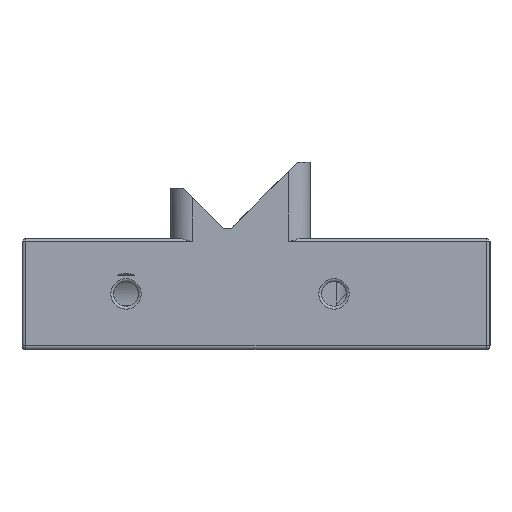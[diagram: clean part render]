
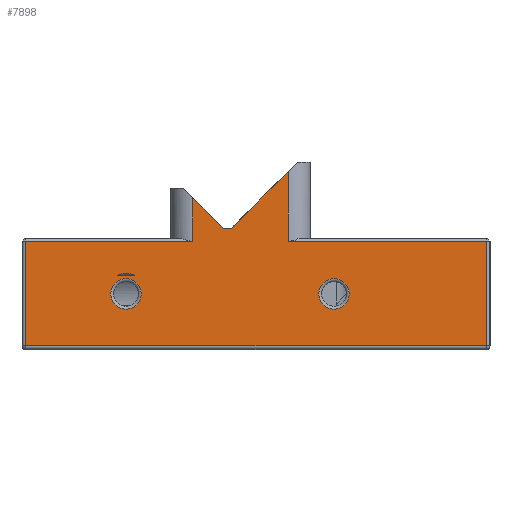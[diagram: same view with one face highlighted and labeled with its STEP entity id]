
A CAD part, left-side view. The second image highlights one B-rep face of the part: STEP entity #7898.
In plain terms, the highlighted planar face has unit normal (-1, 0, 0).
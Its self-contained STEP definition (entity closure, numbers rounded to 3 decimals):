
#91=FACE_BOUND('',#1342,.T.);
#92=FACE_BOUND('',#1343,.T.);
#93=FACE_BOUND('',#1344,.T.);
#587=CIRCLE('',#8595,2.05);
#589=CIRCLE('',#8598,2.05);
#590=CIRCLE('',#8599,2.75);
#847=FACE_OUTER_BOUND('',#1341,.T.);
#1341=EDGE_LOOP('',(#6029,#6030,#6031,#6032,#6033,#6034,#6035,#6036,#6037,
#6038));
#1342=EDGE_LOOP('',(#6039));
#1343=EDGE_LOOP('',(#6040,#6041));
#1344=EDGE_LOOP('',(#6042));
#2010=LINE('',#12745,#2771);
#2013=LINE('',#12763,#2774);
#2026=LINE('',#12853,#2787);
#2040=LINE('',#12924,#2801);
#2043=LINE('',#12933,#2804);
#2057=LINE('',#12979,#2818);
#2058=LINE('',#12982,#2819);
#2063=LINE('',#13005,#2824);
#2064=LINE('',#13007,#2825);
#2065=LINE('',#13008,#2826);
#2066=LINE('',#13013,#2827);
#2771=VECTOR('',#9892,10.);
#2774=VECTOR('',#9905,10.);
#2787=VECTOR('',#9936,10.);
#2801=VECTOR('',#10010,10.);
#2804=VECTOR('',#10023,10.);
#2818=VECTOR('',#10065,10.);
#2819=VECTOR('',#10068,10.);
#2824=VECTOR('',#10097,10.);
#2825=VECTOR('',#10098,10.);
#2826=VECTOR('',#10099,10.);
#2827=VECTOR('',#10102,10.);
#3682=VERTEX_POINT('',#12742);
#3683=VERTEX_POINT('',#12744);
#3686=VERTEX_POINT('',#12760);
#3687=VERTEX_POINT('',#12762);
#3703=VERTEX_POINT('',#12851);
#3720=VERTEX_POINT('',#12922);
#3733=VERTEX_POINT('',#12977);
#3734=VERTEX_POINT('',#12981);
#3739=VERTEX_POINT('',#12999);
#3740=VERTEX_POINT('',#13004);
#3741=VERTEX_POINT('',#13006);
#3742=VERTEX_POINT('',#13009);
#3743=VERTEX_POINT('',#13011);
#3744=VERTEX_POINT('',#13012);
#4490=EDGE_CURVE('',#3682,#3683,#2010,.T.);
#4497=EDGE_CURVE('',#3686,#3687,#2013,.T.);
#4519=EDGE_CURVE('',#3682,#3703,#2026,.T.);
#4552=EDGE_CURVE('',#3703,#3720,#2040,.T.);
#4557=EDGE_CURVE('',#3720,#3687,#2043,.T.);
#4578=EDGE_CURVE('',#3686,#3733,#2057,.T.);
#4579=EDGE_CURVE('',#3734,#3683,#2058,.T.);
#4588=EDGE_CURVE('',#3739,#3739,#587,.T.);
#4590=EDGE_CURVE('',#3733,#3740,#2063,.T.);
#4591=EDGE_CURVE('',#3740,#3741,#2064,.T.);
#4592=EDGE_CURVE('',#3741,#3734,#2065,.T.);
#4593=EDGE_CURVE('',#3742,#3742,#589,.T.);
#4594=EDGE_CURVE('',#3743,#3744,#2066,.T.);
#4595=EDGE_CURVE('',#3743,#3744,#590,.T.);
#6029=ORIENTED_EDGE('',*,*,#4578,.T.);
#6030=ORIENTED_EDGE('',*,*,#4590,.T.);
#6031=ORIENTED_EDGE('',*,*,#4591,.T.);
#6032=ORIENTED_EDGE('',*,*,#4592,.T.);
#6033=ORIENTED_EDGE('',*,*,#4579,.T.);
#6034=ORIENTED_EDGE('',*,*,#4490,.F.);
#6035=ORIENTED_EDGE('',*,*,#4519,.T.);
#6036=ORIENTED_EDGE('',*,*,#4552,.T.);
#6037=ORIENTED_EDGE('',*,*,#4557,.T.);
#6038=ORIENTED_EDGE('',*,*,#4497,.F.);
#6039=ORIENTED_EDGE('',*,*,#4593,.F.);
#6040=ORIENTED_EDGE('',*,*,#4594,.F.);
#6041=ORIENTED_EDGE('',*,*,#4595,.T.);
#6042=ORIENTED_EDGE('',*,*,#4588,.F.);
#7653=PLANE('',#8597);
#7898=ADVANCED_FACE('',(#847,#91,#92,#93),#7653,.F.);
#8595=AXIS2_PLACEMENT_3D('',#13001,#10091,#10092);
#8597=AXIS2_PLACEMENT_3D('',#13003,#10095,#10096);
#8598=AXIS2_PLACEMENT_3D('',#13010,#10100,#10101);
#8599=AXIS2_PLACEMENT_3D('',#13014,#10103,#10104);
#9892=DIRECTION('',(0.,0.,-1.));
#9905=DIRECTION('',(0.,0.,1.));
#9936=DIRECTION('',(0.,0.707,-0.707));
#10010=DIRECTION('',(0.,1.,0.));
#10023=DIRECTION('',(0.,0.707,0.707));
#10065=DIRECTION('',(0.,1.,0.));
#10068=DIRECTION('',(0.,1.,0.));
#10091=DIRECTION('center_axis',(-1.,0.,0.));
#10092=DIRECTION('ref_axis',(0.,0.,-1.));
#10095=DIRECTION('center_axis',(1.,0.,0.));
#10096=DIRECTION('ref_axis',(0.,-1.,0.));
#10097=DIRECTION('',(0.,0.,-1.));
#10098=DIRECTION('',(0.,-1.,0.));
#10099=DIRECTION('',(0.,0.,1.));
#10100=DIRECTION('center_axis',(-1.,0.,0.));
#10101=DIRECTION('ref_axis',(0.,0.,-1.));
#10102=DIRECTION('',(0.,-1.,0.));
#10103=DIRECTION('center_axis',(1.,0.,0.));
#10104=DIRECTION('ref_axis',(0.,0.,1.));
#12742=CARTESIAN_POINT('',(75.,32.171,8.945));
#12744=CARTESIAN_POINT('',(75.,32.171,-0.4));
#12745=CARTESIAN_POINT('',(75.,32.171,0.));
#12760=CARTESIAN_POINT('',(75.,45.,-0.4));
#12762=CARTESIAN_POINT('',(75.,45.,5.43));
#12763=CARTESIAN_POINT('',(75.,45.,0.));
#12851=CARTESIAN_POINT('',(75.,39.778,1.339));
#12853=CARTESIAN_POINT('',(75.,30.888,10.228));
#12922=CARTESIAN_POINT('',(75.,40.909,1.339));
#12924=CARTESIAN_POINT('',(75.,39.778,1.339));
#12933=CARTESIAN_POINT('',(75.,46.283,6.713));
#12977=CARTESIAN_POINT('',(75.,67.5,-0.4));
#12979=CARTESIAN_POINT('',(75.,52.25,-0.4));
#12981=CARTESIAN_POINT('',(75.,5.5,-0.4));
#12982=CARTESIAN_POINT('',(75.,52.25,-0.4));
#12999=CARTESIAN_POINT('',(75.,26.,-9.55));
#13001=CARTESIAN_POINT('Origin',(75.,26.,-7.5));
#13003=CARTESIAN_POINT('Origin',(75.,68.,0.));
#13004=CARTESIAN_POINT('',(75.,67.5,-14.5));
#13005=CARTESIAN_POINT('',(75.,67.5,0.));
#13006=CARTESIAN_POINT('',(75.,5.5,-14.5));
#13007=CARTESIAN_POINT('',(75.,52.25,-14.5));
#13008=CARTESIAN_POINT('',(75.,5.5,0.));
#13009=CARTESIAN_POINT('',(75.,54.,-9.55));
#13010=CARTESIAN_POINT('Origin',(75.,54.,-7.5));
#13011=CARTESIAN_POINT('',(75.,55.146,-5.));
#13012=CARTESIAN_POINT('',(75.,52.854,-5.));
#13013=CARTESIAN_POINT('',(75.,45.834,-5.));
#13014=CARTESIAN_POINT('Origin',(75.,54.,-7.5));
